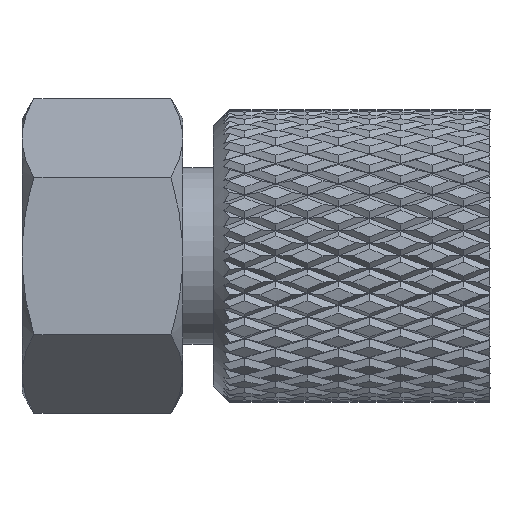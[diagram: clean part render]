
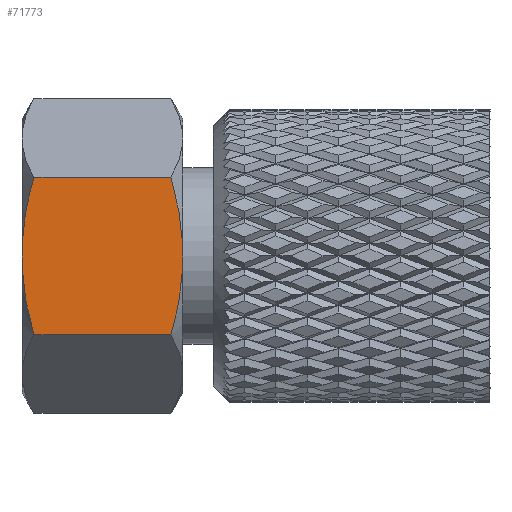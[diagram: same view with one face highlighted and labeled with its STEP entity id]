
A CAD part, left-side view. The second image highlights one B-rep face of the part: STEP entity #71773.
In plain terms, the highlighted planar face has unit normal (-1, 0, 0).
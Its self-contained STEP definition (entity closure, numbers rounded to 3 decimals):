
#1887 = CARTESIAN_POINT ( 'NONE',  ( -8.475, 5., 0.651 ) ) ;
#2423 = VECTOR ( 'NONE', #33143, 1000. ) ;
#2916 = B_SPLINE_CURVE_WITH_KNOTS ( 'NONE', 3,
 ( #83869, #54980, #49192, #7684, #56219, #14640, #63221, #21668 ),
 .UNSPECIFIED., .F., .F.,
 ( 4, 2, 2, 4 ),
 ( 0.006, 0.007, 0.008, 0.011 ),
 .UNSPECIFIED. ) ;
#4593 = LINE ( 'NONE', #5201, #2423 ) ;
#5201 = CARTESIAN_POINT ( 'NONE',  ( -8.475, 5., -4.893 ) ) ;
#5878 = CARTESIAN_POINT ( 'NONE',  ( -8.475, -4.984, -1.008 ) ) ;
#6189 = CARTESIAN_POINT ( 'NONE',  ( -8.475, -4.626, -3.507 ) ) ;
#7684 = CARTESIAN_POINT ( 'NONE',  ( -8.475, 4.617, -3.497 ) ) ;
#8298 = CARTESIAN_POINT ( 'NONE',  ( -8.475, 4.873, 2.08 ) ) ;
#8534 = CARTESIAN_POINT ( 'NONE',  ( -8.475, -5., 0.651 ) ) ;
#9393 = B_SPLINE_CURVE_WITH_KNOTS ( 'NONE', 3,
 ( #19113, #26100, #12413, #60985, #19417, #67960, #26386, #74957 ),
 .UNSPECIFIED., .F., .F.,
 ( 4, 2, 2, 4 ),
 ( 0.006, 0.007, 0.008, 0.011 ),
 .UNSPECIFIED. ) ;
#12413 = CARTESIAN_POINT ( 'NONE',  ( -8.475, -4.45, 4.2 ) ) ;
#13150 = CARTESIAN_POINT ( 'NONE',  ( -8.475, -4.257, -4.893 ) ) ;
#13852 = VERTEX_POINT ( 'NONE', #62720 ) ;
#14640 = CARTESIAN_POINT ( 'NONE',  ( -8.475, 4.885, -2.076 ) ) ;
#14954 = CARTESIAN_POINT ( 'NONE',  ( -8.475, 4.984, 1.008 ) ) ;
#15260 = CARTESIAN_POINT ( 'NONE',  ( -8.475, 4.626, 3.507 ) ) ;
#19113 = CARTESIAN_POINT ( 'NONE',  ( -8.475, -4.257, 4.893 ) ) ;
#19417 = CARTESIAN_POINT ( 'NONE',  ( -8.475, -4.693, 3.142 ) ) ;
#19936 = LINE ( 'NONE', #22679, #40491 ) ;
#20496 = CARTESIAN_POINT ( 'NONE',  ( -8.475, 5., 4.893 ) ) ;
#21605 = CARTESIAN_POINT ( 'NONE',  ( -8.475, 4.257, -4.893 ) ) ;
#21668 = CARTESIAN_POINT ( 'NONE',  ( -8.475, 5., -0.651 ) ) ;
#22291 = CARTESIAN_POINT ( 'NONE',  ( -8.475, 4.257, 4.893 ) ) ;
#22679 = CARTESIAN_POINT ( 'NONE',  ( -8.475, -5., -4.893 ) ) ;
#23113 = DIRECTION ( 'NONE',  ( 1., 0., 0. ) ) ;
#24609 = VERTEX_POINT ( 'NONE', #1887 ) ;
#26100 = CARTESIAN_POINT ( 'NONE',  ( -8.475, -4.357, 4.548 ) ) ;
#26386 = CARTESIAN_POINT ( 'NONE',  ( -8.475, -4.968, 1.364 ) ) ;
#27250 = LINE ( 'NONE', #80138, #80503 ) ;
#29930 = ORIENTED_EDGE ( 'NONE', *, *, #44716, .F. ) ;
#30025 = VERTEX_POINT ( 'NONE', #37522 ) ;
#31074 = EDGE_CURVE ( 'NONE', #24609, #84721, #47234, .T. ) ;
#31163 = B_SPLINE_CURVE_WITH_KNOTS ( 'NONE', 3,
 ( #54399, #5878, #40716, #89329, #47719, #6189, #54700, #13150 ),
 .UNSPECIFIED., .F., .F.,
 ( 4, 2, 2, 4 ),
 ( 0.012, 0.013, 0.014, 0.016 ),
 .UNSPECIFIED. ) ;
#33143 = DIRECTION ( 'NONE',  ( 0., -1., 0. ) ) ;
#33853 = EDGE_CURVE ( 'NONE', #30025, #68792, #9393, .T. ) ;
#33865 = FACE_OUTER_BOUND ( 'NONE', #65587, .T. ) ;
#34985 = VERTEX_POINT ( 'NONE', #77394 ) ;
#37522 = CARTESIAN_POINT ( 'NONE',  ( -8.475, -4.257, 4.893 ) ) ;
#38092 = ORIENTED_EDGE ( 'NONE', *, *, #33853, .F. ) ;
#38202 = VECTOR ( 'NONE', #47147, 1000. ) ;
#40491 = VECTOR ( 'NONE', #43548, 1000. ) ;
#40716 = CARTESIAN_POINT ( 'NONE',  ( -8.475, -4.955, -1.365 ) ) ;
#41363 = ORIENTED_EDGE ( 'NONE', *, *, #81070, .T. ) ;
#43548 = DIRECTION ( 'NONE',  ( 0., 0., 1. ) ) ;
#44716 = EDGE_CURVE ( 'NONE', #68683, #83563, #2916, .T. ) ;
#47147 = DIRECTION ( 'NONE',  ( 0., -1., 0. ) ) ;
#47234 = B_SPLINE_CURVE_WITH_KNOTS ( 'NONE', 3,
 ( #49533, #14954, #49827, #8298, #56839, #15260, #63854, #22291 ),
 .UNSPECIFIED., .F., .F.,
 ( 4, 2, 2, 4 ),
 ( 0.012, 0.013, 0.014, 0.016 ),
 .UNSPECIFIED. ) ;
#47719 = CARTESIAN_POINT ( 'NONE',  ( -8.475, -4.82, -2.439 ) ) ;
#49075 = LINE ( 'NONE', #20496, #38202 ) ;
#49192 = CARTESIAN_POINT ( 'NONE',  ( -8.475, 4.45, -4.2 ) ) ;
#49533 = CARTESIAN_POINT ( 'NONE',  ( -8.475, 5., 0.651 ) ) ;
#49827 = CARTESIAN_POINT ( 'NONE',  ( -8.475, 4.955, 1.365 ) ) ;
#54399 = CARTESIAN_POINT ( 'NONE',  ( -8.475, -5., -0.651 ) ) ;
#54700 = CARTESIAN_POINT ( 'NONE',  ( -8.475, -4.456, -4.205 ) ) ;
#54980 = CARTESIAN_POINT ( 'NONE',  ( -8.475, 4.357, -4.548 ) ) ;
#56219 = CARTESIAN_POINT ( 'NONE',  ( -8.475, 4.693, -3.142 ) ) ;
#56839 = CARTESIAN_POINT ( 'NONE',  ( -8.475, 4.82, 2.439 ) ) ;
#57502 = CARTESIAN_POINT ( 'NONE',  ( -8.475, 5., -0.651 ) ) ;
#57662 = CARTESIAN_POINT ( 'NONE',  ( -8.475, 5., -4.893 ) ) ;
#60985 = CARTESIAN_POINT ( 'NONE',  ( -8.475, -4.617, 3.497 ) ) ;
#61023 = ORIENTED_EDGE ( 'NONE', *, *, #89631, .F. ) ;
#62720 = CARTESIAN_POINT ( 'NONE',  ( -8.475, -5., -0.651 ) ) ;
#63221 = CARTESIAN_POINT ( 'NONE',  ( -8.475, 4.968, -1.364 ) ) ;
#63854 = CARTESIAN_POINT ( 'NONE',  ( -8.475, 4.456, 4.205 ) ) ;
#65587 = EDGE_LOOP ( 'NONE', ( #38092, #73851, #82428, #86382, #29930, #79484, #61023, #41363 ) ) ;
#67960 = CARTESIAN_POINT ( 'NONE',  ( -8.475, -4.885, 2.076 ) ) ;
#68683 = VERTEX_POINT ( 'NONE', #21605 ) ;
#68792 = VERTEX_POINT ( 'NONE', #8534 ) ;
#71417 = AXIS2_PLACEMENT_3D ( 'NONE', #57662, #23113, #71662 ) ;
#71662 = DIRECTION ( 'NONE',  ( 0., 0., -1. ) ) ;
#71773 = ADVANCED_FACE ( 'NONE', ( #33865 ), #78342, .F. ) ;
#73086 = CARTESIAN_POINT ( 'NONE',  ( -8.475, 4.257, 4.893 ) ) ;
#73851 = ORIENTED_EDGE ( 'NONE', *, *, #83440, .F. ) ;
#74957 = CARTESIAN_POINT ( 'NONE',  ( -8.475, -5., 0.651 ) ) ;
#77394 = CARTESIAN_POINT ( 'NONE',  ( -8.475, -4.257, -4.893 ) ) ;
#78342 = PLANE ( 'NONE',  #71417 ) ;
#79484 = ORIENTED_EDGE ( 'NONE', *, *, #82747, .T. ) ;
#80138 = CARTESIAN_POINT ( 'NONE',  ( -8.475, 5., -4.893 ) ) ;
#80503 = VECTOR ( 'NONE', #87084, 1000. ) ;
#81070 = EDGE_CURVE ( 'NONE', #13852, #68792, #19936, .T. ) ;
#82428 = ORIENTED_EDGE ( 'NONE', *, *, #31074, .F. ) ;
#82747 = EDGE_CURVE ( 'NONE', #68683, #34985, #4593, .T. ) ;
#83440 = EDGE_CURVE ( 'NONE', #84721, #30025, #49075, .T. ) ;
#83563 = VERTEX_POINT ( 'NONE', #57502 ) ;
#83869 = CARTESIAN_POINT ( 'NONE',  ( -8.475, 4.257, -4.893 ) ) ;
#84721 = VERTEX_POINT ( 'NONE', #73086 ) ;
#85321 = EDGE_CURVE ( 'NONE', #83563, #24609, #27250, .T. ) ;
#86382 = ORIENTED_EDGE ( 'NONE', *, *, #85321, .F. ) ;
#87084 = DIRECTION ( 'NONE',  ( 0., 0., 1. ) ) ;
#89329 = CARTESIAN_POINT ( 'NONE',  ( -8.475, -4.873, -2.08 ) ) ;
#89631 = EDGE_CURVE ( 'NONE', #13852, #34985, #31163, .T. ) ;
